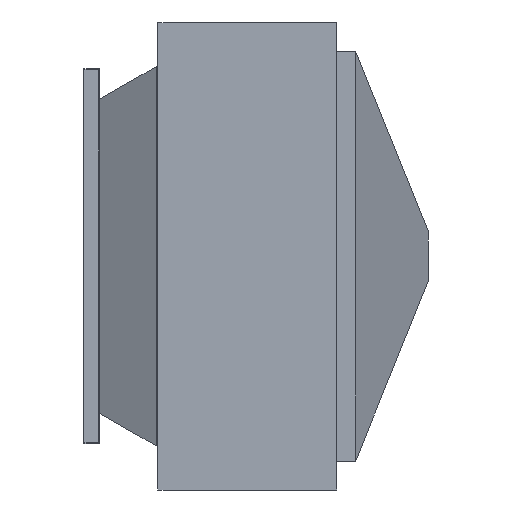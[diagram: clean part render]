
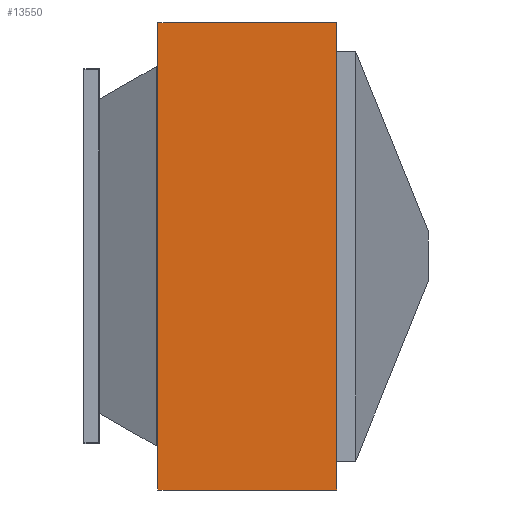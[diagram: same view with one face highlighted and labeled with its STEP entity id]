
A CAD part, front view. The second image highlights one B-rep face of the part: STEP entity #13550.
In plain terms, the highlighted planar face has unit normal (0, -1, 0).
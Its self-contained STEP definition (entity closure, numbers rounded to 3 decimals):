
#1650=CARTESIAN_POINT('',(108.,-4756.675,
308.127));
#1660=VERTEX_POINT('',#1650);
#1690=CARTESIAN_POINT('',(108.,-4756.675,
-581.873));
#1700=DIRECTION('',(0.,0.,1.));
#1710=VECTOR('',#1700,1.);
#1720=LINE('',#1690,#1710);
#1730=CARTESIAN_POINT('',(108.,-4756.675,
-581.873));
#1740=VERTEX_POINT('',#1730);
#1750=EDGE_CURVE('',#1740,#1660,#1720,.T.);
#2310=CARTESIAN_POINT('',(448.,-4756.675,
-581.873));
#2320=VERTEX_POINT('',#2310);
#2350=CARTESIAN_POINT('',(448.,-4756.675,
-581.873));
#2360=DIRECTION('',(0.,0.,1.));
#2370=VECTOR('',#2360,1.);
#2380=LINE('',#2350,#2370);
#2390=CARTESIAN_POINT('',(448.,-4756.675,
308.127));
#2400=VERTEX_POINT('',#2390);
#2410=EDGE_CURVE('',#2320,#2400,#2380,.T.);
#2990=CARTESIAN_POINT('',(108.,-4756.675,
-581.873));
#3000=DIRECTION('',(1.,0.,0.));
#3010=VECTOR('',#3000,1.);
#3020=LINE('',#2990,#3010);
#3030=EDGE_CURVE('',#1740,#2320,#3020,.T.);
#3400=CARTESIAN_POINT('',(108.,-4756.675,
308.127));
#3410=DIRECTION('',(1.,0.,0.));
#3420=VECTOR('',#3410,1.);
#3430=LINE('',#3400,#3420);
#3440=EDGE_CURVE('',#1660,#2400,#3430,.T.);
#13440=CARTESIAN_POINT('',(108.,-4756.675,
-581.873));
#13450=DIRECTION('',(0.,-1.,0.));
#13460=DIRECTION('',(0.,0.,1.));
#13470=AXIS2_PLACEMENT_3D('',#13440,#13450,#13460);
#13480=PLANE('',#13470);
#13490=ORIENTED_EDGE('',*,*,#3440,.F.);
#13500=ORIENTED_EDGE('',*,*,#2410,.T.);
#13510=ORIENTED_EDGE('',*,*,#3030,.T.);
#13520=ORIENTED_EDGE('',*,*,#1750,.F.);
#13530=EDGE_LOOP('',(#13520,#13510,#13500,#13490));
#13540=FACE_OUTER_BOUND('',#13530,.T.);
#13550=ADVANCED_FACE('',(#13540),#13480,.T.);
